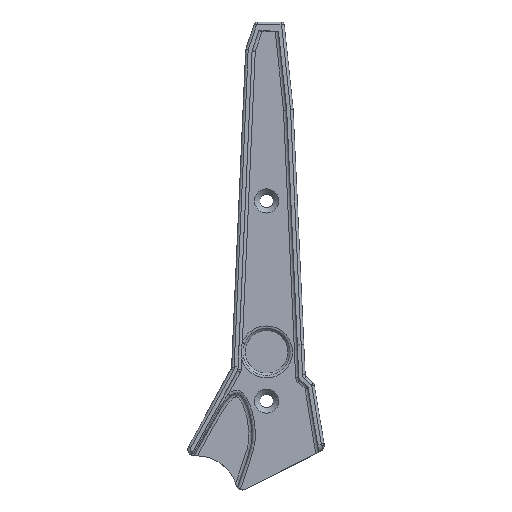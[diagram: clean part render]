
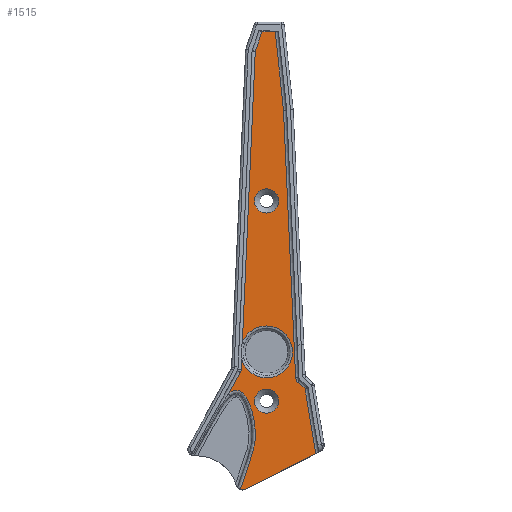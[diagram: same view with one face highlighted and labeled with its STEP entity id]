
A CAD part, top view. The second image highlights one B-rep face of the part: STEP entity #1515.
In plain terms, the highlighted planar face has unit normal (0, 0, 1).
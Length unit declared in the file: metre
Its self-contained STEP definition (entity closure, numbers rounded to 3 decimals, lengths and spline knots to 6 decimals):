
#42=B_SPLINE_CURVE_WITH_KNOTS('',3,(#2521,#2522,#2523,#2524,#2525,#2526,
#2527,#2528,#2529,#2530,#2531,#2532,#2533,#2534,#2535,#2536,#2537,#2538),
 .UNSPECIFIED.,.F.,.F.,(4,1,1,1,1,1,1,1,1,1,1,1,1,1,1,4),(0.,
0.001152,0.002304,0.003456,0.004608,
0.00576,0.006912,0.009216,0.01152,
0.013824,0.018433,0.020737,0.023041,
0.027649,0.032257,0.036865),.UNSPECIFIED.);
#140=CIRCLE('',#1651,0.00375);
#141=CIRCLE('',#1652,0.00375);
#142=CIRCLE('',#1653,0.002047);
#143=CIRCLE('',#1654,0.002);
#144=CIRCLE('',#1655,0.008058);
#145=CIRCLE('',#1656,0.002);
#327=ORIENTED_EDGE('',*,*,#769,.T.);
#328=ORIENTED_EDGE('',*,*,#770,.T.);
#329=ORIENTED_EDGE('',*,*,#771,.T.);
#330=ORIENTED_EDGE('',*,*,#772,.T.);
#331=ORIENTED_EDGE('',*,*,#705,.T.);
#332=ORIENTED_EDGE('',*,*,#773,.T.);
#333=ORIENTED_EDGE('',*,*,#774,.T.);
#334=ORIENTED_EDGE('',*,*,#775,.T.);
#335=ORIENTED_EDGE('',*,*,#776,.T.);
#336=ORIENTED_EDGE('',*,*,#777,.T.);
#337=ORIENTED_EDGE('',*,*,#778,.T.);
#338=ORIENTED_EDGE('',*,*,#779,.T.);
#339=ORIENTED_EDGE('',*,*,#780,.T.);
#340=ORIENTED_EDGE('',*,*,#781,.T.);
#341=ORIENTED_EDGE('',*,*,#782,.T.);
#342=ORIENTED_EDGE('',*,*,#783,.T.);
#343=ORIENTED_EDGE('',*,*,#784,.T.);
#705=EDGE_CURVE('',#934,#933,#1053,.T.);
#769=EDGE_CURVE('',#982,#982,#140,.T.);
#770=EDGE_CURVE('',#983,#983,#141,.T.);
#771=EDGE_CURVE('',#984,#985,#42,.T.);
#772=EDGE_CURVE('',#985,#934,#142,.T.);
#773=EDGE_CURVE('',#933,#986,#1111,.F.);
#774=EDGE_CURVE('',#986,#987,#1112,.F.);
#775=EDGE_CURVE('',#987,#988,#143,.F.);
#776=EDGE_CURVE('',#988,#989,#1113,.F.);
#777=EDGE_CURVE('',#989,#990,#1114,.F.);
#778=EDGE_CURVE('',#990,#991,#1115,.F.);
#779=EDGE_CURVE('',#991,#992,#1116,.F.);
#780=EDGE_CURVE('',#992,#993,#1117,.F.);
#781=EDGE_CURVE('',#993,#994,#144,.F.);
#782=EDGE_CURVE('',#994,#995,#1118,.F.);
#783=EDGE_CURVE('',#995,#996,#145,.F.);
#784=EDGE_CURVE('',#996,#984,#1119,.F.);
#933=VERTEX_POINT('',#2376);
#934=VERTEX_POINT('',#2378);
#982=VERTEX_POINT('',#2518);
#983=VERTEX_POINT('',#2520);
#984=VERTEX_POINT('',#2539);
#985=VERTEX_POINT('',#2540);
#986=VERTEX_POINT('',#2543);
#987=VERTEX_POINT('',#2545);
#988=VERTEX_POINT('',#2547);
#989=VERTEX_POINT('',#2549);
#990=VERTEX_POINT('',#2551);
#991=VERTEX_POINT('',#2553);
#992=VERTEX_POINT('',#2555);
#993=VERTEX_POINT('',#2557);
#994=VERTEX_POINT('',#2559);
#995=VERTEX_POINT('',#2561);
#996=VERTEX_POINT('',#2563);
#1053=LINE('',#2377,#1165);
#1111=LINE('',#2542,#1223);
#1112=LINE('',#2544,#1224);
#1113=LINE('',#2548,#1225);
#1114=LINE('',#2550,#1226);
#1115=LINE('',#2552,#1227);
#1116=LINE('',#2554,#1228);
#1117=LINE('',#2556,#1229);
#1118=LINE('',#2560,#1230);
#1119=LINE('',#2564,#1231);
#1165=VECTOR('',#1871,1.);
#1223=VECTOR('',#1977,1.);
#1224=VECTOR('',#1978,1.);
#1225=VECTOR('',#1981,1.);
#1226=VECTOR('',#1982,1.);
#1227=VECTOR('',#1983,1.);
#1228=VECTOR('',#1984,1.);
#1229=VECTOR('',#1985,1.);
#1230=VECTOR('',#1988,1.);
#1231=VECTOR('',#1991,1.);
#1272=EDGE_LOOP('',(#327));
#1273=EDGE_LOOP('',(#328));
#1274=EDGE_LOOP('',(#329,#330,#331,#332,#333,#334,#335,#336,#337,#338,#339,
#340,#341,#342,#343));
#1380=FACE_BOUND('',#1272,.T.);
#1381=FACE_BOUND('',#1273,.T.);
#1382=FACE_BOUND('',#1274,.T.);
#1484=PLANE('',#1650);
#1515=ADVANCED_FACE('',(#1380,#1381,#1382),#1484,.T.);
#1650=AXIS2_PLACEMENT_3D('',#2516,#1969,#1970);
#1651=AXIS2_PLACEMENT_3D('',#2517,#1971,#1972);
#1652=AXIS2_PLACEMENT_3D('',#2519,#1973,#1974);
#1653=AXIS2_PLACEMENT_3D('',#2541,#1975,#1976);
#1654=AXIS2_PLACEMENT_3D('',#2546,#1979,#1980);
#1655=AXIS2_PLACEMENT_3D('',#2558,#1986,#1987);
#1656=AXIS2_PLACEMENT_3D('',#2562,#1989,#1990);
#1871=DIRECTION('',(0.892,0.451,0.));
#1969=DIRECTION('',(0.,0.,1.));
#1970=DIRECTION('',(1.,0.,0.));
#1971=DIRECTION('',(0.,0.,-1.));
#1972=DIRECTION('',(-1.,0.,0.));
#1973=DIRECTION('',(0.,0.,-1.));
#1974=DIRECTION('',(-1.,0.,0.));
#1975=DIRECTION('',(0.,0.,1.));
#1976=DIRECTION('',(1.,0.,0.));
#1977=DIRECTION('',(0.164,-0.986,0.));
#1978=DIRECTION('',(0.731,-0.683,0.));
#1979=DIRECTION('',(0.,0.,1.));
#1980=DIRECTION('',(1.,0.,0.));
#1981=DIRECTION('',(0.045,-0.999,0.));
#1982=DIRECTION('',(0.104,-0.995,0.));
#1983=DIRECTION('',(1.,0.,0.));
#1984=DIRECTION('',(0.322,0.947,0.));
#1985=DIRECTION('',(0.044,0.999,0.));
#1986=DIRECTION('',(0.,0.,1.));
#1987=DIRECTION('',(1.,0.,0.));
#1988=DIRECTION('',(0.044,0.999,0.));
#1989=DIRECTION('',(0.,0.,1.));
#1990=DIRECTION('',(1.,0.,0.));
#1991=DIRECTION('',(0.483,0.876,0.));
#2376=CARTESIAN_POINT('',(0.015298,-0.031616,-0.008));
#2377=CARTESIAN_POINT('',(0.003652,-0.037507,-0.008));
#2378=CARTESIAN_POINT('',(-0.006512,-0.042648,-0.008));
#2516=CARTESIAN_POINT('',(-0.007914,0.002497,-0.008));
#2517=CARTESIAN_POINT('',(0.,0.046872,-0.008));
#2518=CARTESIAN_POINT('',(-0.00375,0.046872,-0.008));
#2519=CARTESIAN_POINT('',(0.,-0.015274,-0.008));
#2520=CARTESIAN_POINT('',(-0.00375,-0.015274,-0.008));
#2521=CARTESIAN_POINT('',(-0.011797,-0.012973,-0.008));
#2522=CARTESIAN_POINT('',(-0.011496,-0.012731,-0.008));
#2523=CARTESIAN_POINT('',(-0.010861,-0.012295,-0.008));
#2524=CARTESIAN_POINT('',(-0.00975,-0.011906,-0.008));
#2525=CARTESIAN_POINT('',(-0.008573,-0.011986,-0.008));
#2526=CARTESIAN_POINT('',(-0.007536,-0.012564,-0.008));
#2527=CARTESIAN_POINT('',(-0.006737,-0.013401,-0.008));
#2528=CARTESIAN_POINT('',(-0.005886,-0.014686,-0.008));
#2529=CARTESIAN_POINT('',(-0.005111,-0.016425,-0.008));
#2530=CARTESIAN_POINT('',(-0.004416,-0.018619,-0.008));
#2531=CARTESIAN_POINT('',(-0.003743,-0.02157,-0.008));
#2532=CARTESIAN_POINT('',(-0.003354,-0.02463,-0.008));
#2533=CARTESIAN_POINT('',(-0.003485,-0.027639,-0.008));
#2534=CARTESIAN_POINT('',(-0.004005,-0.030579,-0.008));
#2535=CARTESIAN_POINT('',(-0.005162,-0.034175,-0.008));
#2536=CARTESIAN_POINT('',(-0.006688,-0.038447,-0.008));
#2537=CARTESIAN_POINT('',(-0.007678,-0.041304,-0.008));
#2538=CARTESIAN_POINT('',(-0.008161,-0.042736,-0.008));
#2539=CARTESIAN_POINT('',(-0.011797,-0.012973,-0.008));
#2540=CARTESIAN_POINT('',(-0.008161,-0.042736,-0.008));
#2541=CARTESIAN_POINT('',(-0.007437,-0.040821,-0.008));
#2542=CARTESIAN_POINT('',(0.011956,-0.0115,-0.008));
#2543=CARTESIAN_POINT('',(0.011956,-0.0115,-0.008));
#2544=CARTESIAN_POINT('',(0.00965,-0.009345,-0.008));
#2545=CARTESIAN_POINT('',(0.00965,-0.009345,-0.008));
#2546=CARTESIAN_POINT('',(0.011016,-0.007884,-0.008));
#2547=CARTESIAN_POINT('',(0.009018,-0.007974,-0.008));
#2548=CARTESIAN_POINT('',(0.005254,0.075009,-0.008));
#2549=CARTESIAN_POINT('',(0.005254,0.075009,-0.008));
#2550=CARTESIAN_POINT('',(0.002697,0.099437,-0.008));
#2551=CARTESIAN_POINT('',(0.002697,0.099437,-0.008));
#2552=CARTESIAN_POINT('',(-0.001435,0.099437,-0.008));
#2553=CARTESIAN_POINT('',(-0.001435,0.099437,-0.008));
#2554=CARTESIAN_POINT('',(-0.003517,0.093322,-0.008));
#2555=CARTESIAN_POINT('',(-0.003517,0.093322,-0.008));
#2556=CARTESIAN_POINT('',(-0.007889,-0.005456,-0.008));
#2557=CARTESIAN_POINT('',(-0.00752,0.002895,-0.008));
#2558=CARTESIAN_POINT('',(0.,0.,-0.008));
#2559=CARTESIAN_POINT('',(-0.007746,-0.002219,-0.008));
#2560=CARTESIAN_POINT('',(-0.007889,-0.005456,-0.008));
#2561=CARTESIAN_POINT('',(-0.007889,-0.005456,-0.008));
#2562=CARTESIAN_POINT('',(-0.009887,-0.005368,-0.008));
#2563=CARTESIAN_POINT('',(-0.008136,-0.006333,-0.008));
#2564=CARTESIAN_POINT('',(-0.022787,-0.032905,-0.008));
